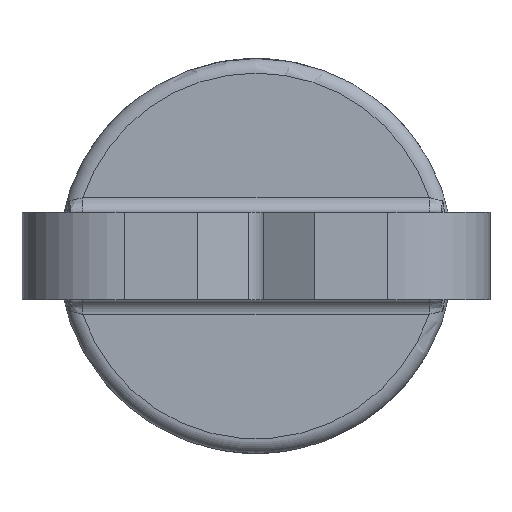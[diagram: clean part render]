
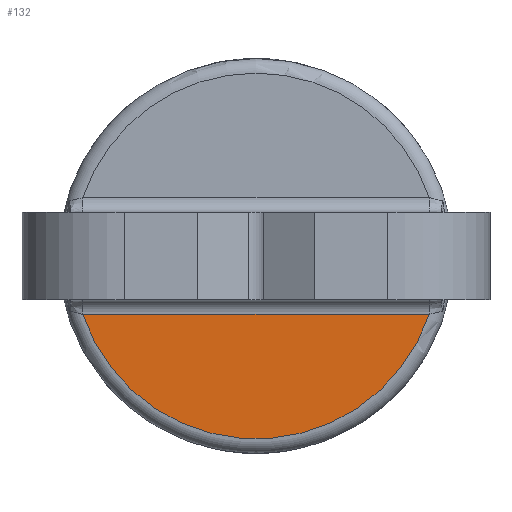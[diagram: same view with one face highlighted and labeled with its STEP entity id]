
A CAD part, left-side view. The second image highlights one B-rep face of the part: STEP entity #132.
In plain terms, the highlighted planar face has unit normal (-1, 0, 0).
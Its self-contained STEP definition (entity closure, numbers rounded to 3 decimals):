
#132 = ADVANCED_FACE( '', ( #283 ), #284, .T. );
#283 = FACE_OUTER_BOUND( '', #731, .T. );
#284 = PLANE( '', #732 );
#731 = EDGE_LOOP( '', ( #1353, #1354 ) );
#732 = AXIS2_PLACEMENT_3D( '', #1355, #1356, #1357 );
#1353 = ORIENTED_EDGE( '', *, *, #1528, .T. );
#1354 = ORIENTED_EDGE( '', *, *, #1634, .T. );
#1355 = CARTESIAN_POINT( '', ( 16., 0., 13.5 ) );
#1356 = DIRECTION( '', ( -1., 0., 0. ) );
#1357 = DIRECTION( '', ( 0., 0., 1. ) );
#1528 = EDGE_CURVE( '', #1685, #1710, #1711, .T. );
#1634 = EDGE_CURVE( '', #1710, #1685, #1873, .T. );
#1685 = VERTEX_POINT( '', #1933 );
#1710 = VERTEX_POINT( '', #2094 );
#1711 = CIRCLE( '', #2095, 12.5 );
#1873 = LINE( '', #2711, #2712 );
#1933 = CARTESIAN_POINT( '', ( 16., 11.843, -4. ) );
#2094 = CARTESIAN_POINT( '', ( 16., -11.843, -4. ) );
#2095 = AXIS2_PLACEMENT_3D( '', #2898, #2899, #2900 );
#2711 = CARTESIAN_POINT( '', ( 16., 0., -4. ) );
#2712 = VECTOR( '', #3014, 1000. );
#2898 = CARTESIAN_POINT( '', ( 16., 0., 0. ) );
#2899 = DIRECTION( '', ( -1., 0., 0. ) );
#2900 = DIRECTION( '', ( 0., 0., 1. ) );
#3014 = DIRECTION( '', ( 0., 1., 0. ) );
